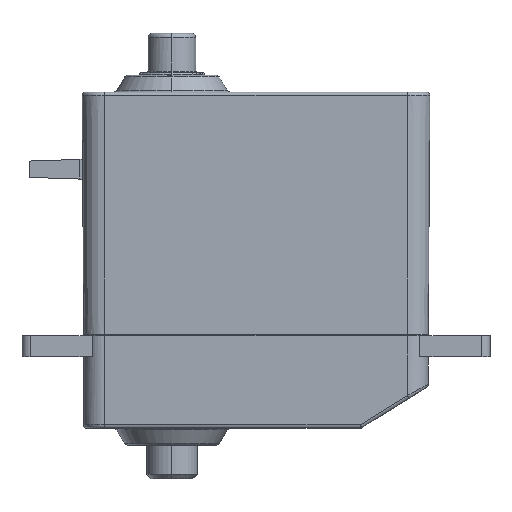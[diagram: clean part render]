
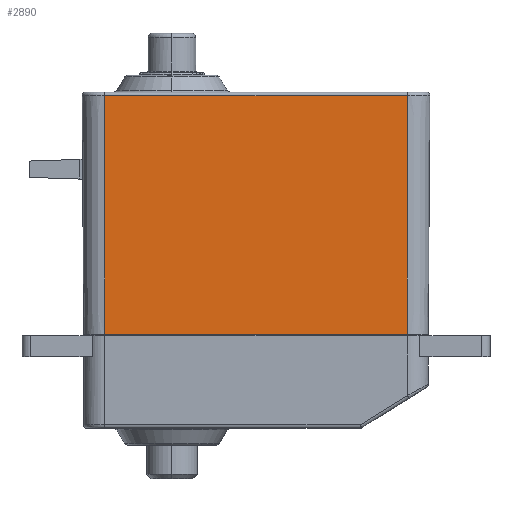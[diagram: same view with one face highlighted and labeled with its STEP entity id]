
A CAD part, left-side view. The second image highlights one B-rep face of the part: STEP entity #2890.
In plain terms, the highlighted face is planar.
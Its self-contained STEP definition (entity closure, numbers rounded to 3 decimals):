
#804=DIRECTION('',(0.,-1.,-0.007));
#805=VECTOR('',#804,28.398);
#806=CARTESIAN_POINT('',(28.,-11.2,-10.001));
#807=LINE('',#806,#805);
#808=DIRECTION('',(-1.,0.,0.));
#809=VECTOR('',#808,36.);
#810=CARTESIAN_POINT('',(28.,-11.2,-10.001));
#811=LINE('',#810,#809);
#816=DIRECTION('',(-1.,0.,0.));
#817=VECTOR('',#816,36.);
#818=CARTESIAN_POINT('',(28.,-39.597,-10.2));
#819=LINE('',#818,#817);
#835=DIRECTION('',(0.,1.,0.007));
#836=VECTOR('',#835,28.398);
#837=CARTESIAN_POINT('',(-8.,-39.597,
-10.2));
#838=LINE('',#837,#836);
#1567=CARTESIAN_POINT('',(-8.,-11.2,-10.001));
#1568=VERTEX_POINT('',#1567);
#1569=CARTESIAN_POINT('',(28.,-11.2,-10.001));
#1570=VERTEX_POINT('',#1569);
#1617=CARTESIAN_POINT('',(28.,-39.597,-10.2));
#1618=VERTEX_POINT('',#1617);
#1625=CARTESIAN_POINT('',(-8.,-39.597,
-10.2));
#1626=VERTEX_POINT('',#1625);
#2877=CARTESIAN_POINT('',(28.,-11.,-10.));
#2878=DIRECTION('',(0.,0.007,-1.));
#2879=DIRECTION('',(-1.,0.,0.));
#2880=AXIS2_PLACEMENT_3D('',#2877,#2878,#2879);
#2881=PLANE('',#2880);
#2883=ORIENTED_EDGE('',*,*,#2882,.F.);
#2884=ORIENTED_EDGE('',*,*,#2872,.F.);
#2885=ORIENTED_EDGE('',*,*,#2644,.T.);
#2887=ORIENTED_EDGE('',*,*,#2886,.F.);
#2888=EDGE_LOOP('',(#2883,#2884,#2885,#2887));
#2889=FACE_OUTER_BOUND('',#2888,.F.);
#2890=ADVANCED_FACE('',(#2889),#2881,.T.);
#2644=EDGE_CURVE('',#1570,#1568,#811,.T.);
#2872=EDGE_CURVE('',#1570,#1618,#807,.T.);
#2882=EDGE_CURVE('',#1618,#1626,#819,.T.);
#2886=EDGE_CURVE('',#1626,#1568,#838,.T.);
